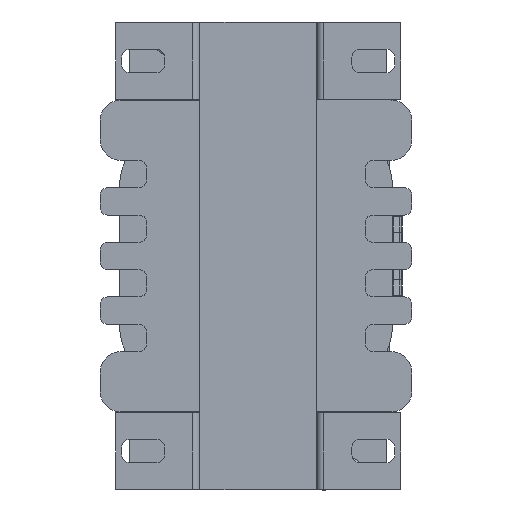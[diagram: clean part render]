
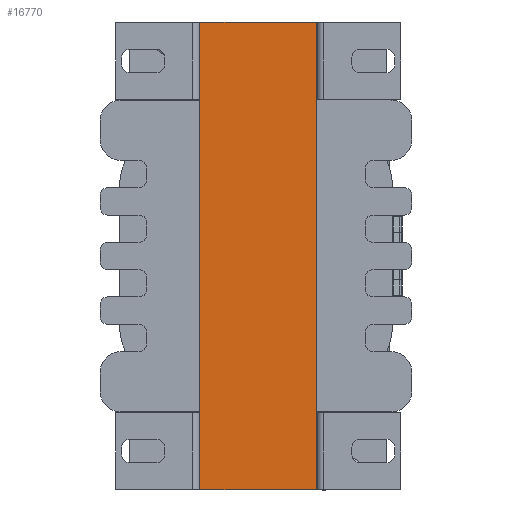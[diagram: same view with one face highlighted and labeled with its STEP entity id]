
A CAD part, front view. The second image highlights one B-rep face of the part: STEP entity #16770.
In plain terms, the highlighted planar face has unit normal (0, -1, 0).
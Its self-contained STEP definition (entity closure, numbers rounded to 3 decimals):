
#1779=FACE_OUTER_BOUND('',#2672,.T.);
#2672=EDGE_LOOP('',(#11321,#11322,#11323,#11324));
#3648=LINE('',#24558,#5444);
#3649=LINE('',#24561,#5445);
#3650=LINE('',#24563,#5446);
#3651=LINE('',#24564,#5447);
#5444=VECTOR('',#19637,10.);
#5445=VECTOR('',#19640,10.);
#5446=VECTOR('',#19641,10.);
#5447=VECTOR('',#19642,10.);
#7233=VERTEX_POINT('',#24551);
#7236=VERTEX_POINT('',#24556);
#7237=VERTEX_POINT('',#24560);
#7238=VERTEX_POINT('',#24562);
#8854=EDGE_CURVE('',#7233,#7236,#3648,.T.);
#8855=EDGE_CURVE('',#7237,#7233,#3649,.T.);
#8856=EDGE_CURVE('',#7238,#7236,#3650,.T.);
#8857=EDGE_CURVE('',#7237,#7238,#3651,.T.);
#11321=ORIENTED_EDGE('',*,*,#8855,.T.);
#11322=ORIENTED_EDGE('',*,*,#8854,.T.);
#11323=ORIENTED_EDGE('',*,*,#8856,.F.);
#11324=ORIENTED_EDGE('',*,*,#8857,.F.);
#16186=PLANE('',#18023);
#16770=ADVANCED_FACE('',(#1779),#16186,.T.);
#18023=AXIS2_PLACEMENT_3D('',#24559,#19638,#19639);
#19637=DIRECTION('',(1.,0.,0.));
#19638=DIRECTION('center_axis',(0.,-1.,0.));
#19639=DIRECTION('ref_axis',(0.,0.,-1.));
#19640=DIRECTION('',(0.,0.,-1.));
#19641=DIRECTION('',(0.,0.,-1.));
#19642=DIRECTION('',(1.,0.,0.));
#24551=CARTESIAN_POINT('',(0.,0.,0.));
#24556=CARTESIAN_POINT('',(60.,0.,0.));
#24558=CARTESIAN_POINT('',(0.,0.,0.));
#24559=CARTESIAN_POINT('Origin',(0.,0.,240.));
#24560=CARTESIAN_POINT('',(0.,0.,240.));
#24561=CARTESIAN_POINT('',(0.,0.,240.));
#24562=CARTESIAN_POINT('',(60.,0.,240.));
#24563=CARTESIAN_POINT('',(60.,0.,240.));
#24564=CARTESIAN_POINT('',(0.,0.,240.));
